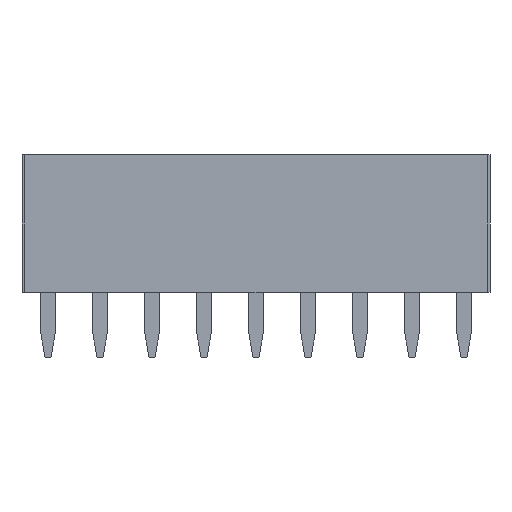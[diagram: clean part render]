
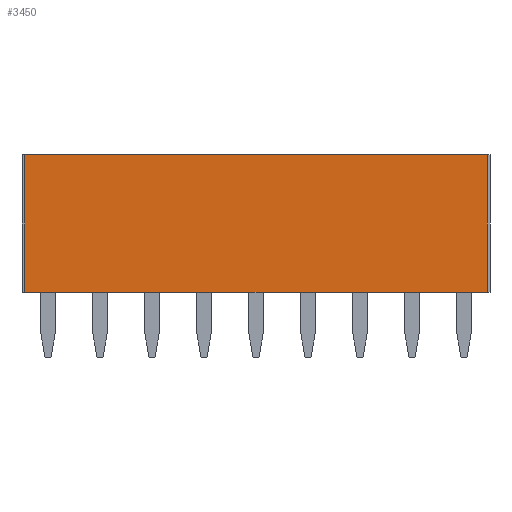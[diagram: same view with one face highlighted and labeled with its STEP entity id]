
A CAD part, front view. The second image highlights one B-rep face of the part: STEP entity #3450.
In plain terms, the highlighted planar face has unit normal (0, -1, 0).
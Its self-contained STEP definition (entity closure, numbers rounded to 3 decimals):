
#100=DIRECTION('',(1.,0.,0.));
#101=VECTOR('',#100,22.606);
#102=CARTESIAN_POINT('',(-11.303,-1.778,0.));
#103=LINE('',#102,#101);
#336=DIRECTION('',(1.,0.,0.));
#337=VECTOR('',#336,22.606);
#338=CARTESIAN_POINT('',(-11.303,-1.778,-6.731));
#339=LINE('',#338,#337);
#1028=DIRECTION('',(0.,0.,-1.));
#1029=VECTOR('',#1028,6.731);
#1030=CARTESIAN_POINT('',(11.303,-1.778,0.));
#1031=LINE('',#1030,#1029);
#1032=DIRECTION('',(0.,0.,-1.));
#1033=VECTOR('',#1032,6.731);
#1034=CARTESIAN_POINT('',(-11.303,-1.778,0.));
#1035=LINE('',#1034,#1033);
#1642=CARTESIAN_POINT('',(-11.303,-1.778,0.));
#1643=VERTEX_POINT('',#1642);
#1644=CARTESIAN_POINT('',(11.303,-1.778,0.));
#1645=VERTEX_POINT('',#1644);
#1666=CARTESIAN_POINT('',(-11.303,-1.778,-6.731));
#1667=VERTEX_POINT('',#1666);
#1668=CARTESIAN_POINT('',(11.303,-1.778,-6.731));
#1669=VERTEX_POINT('',#1668);
#3438=CARTESIAN_POINT('',(-11.303,-1.778,0.));
#3439=DIRECTION('',(0.,-1.,0.));
#3440=DIRECTION('',(1.,0.,0.));
#3441=AXIS2_PLACEMENT_3D('',#3438,#3439,#3440);
#3442=PLANE('',#3441);
#3443=ORIENTED_EDGE('',*,*,#2147,.T.);
#3444=ORIENTED_EDGE('',*,*,#3433,.T.);
#3445=ORIENTED_EDGE('',*,*,#2348,.F.);
#3447=ORIENTED_EDGE('',*,*,#3446,.F.);
#3448=EDGE_LOOP('',(#3443,#3444,#3445,#3447));
#3449=FACE_OUTER_BOUND('',#3448,.F.);
#3450=ADVANCED_FACE('',(#3449),#3442,.T.);
#2147=EDGE_CURVE('',#1643,#1645,#103,.T.);
#2348=EDGE_CURVE('',#1667,#1669,#339,.T.);
#3433=EDGE_CURVE('',#1645,#1669,#1031,.T.);
#3446=EDGE_CURVE('',#1643,#1667,#1035,.T.);
